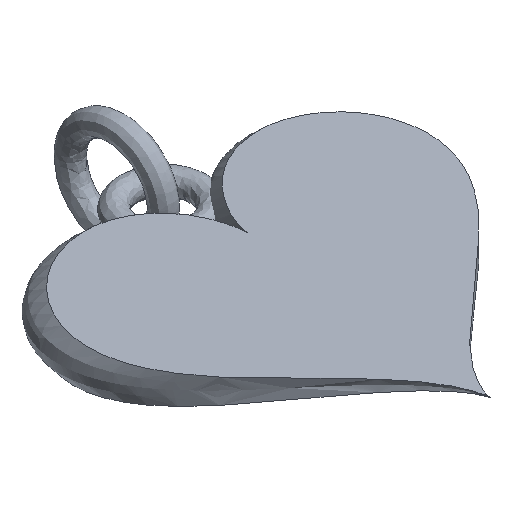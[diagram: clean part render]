
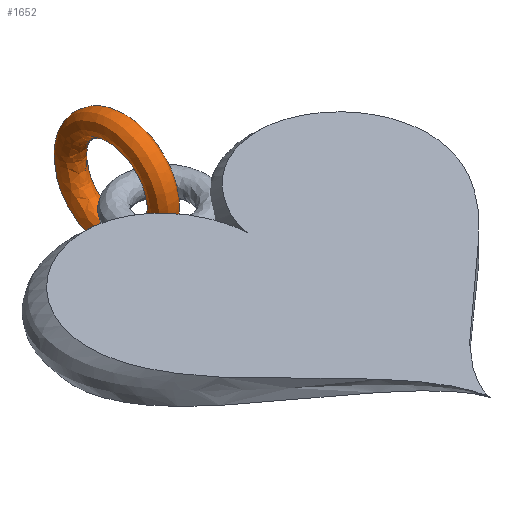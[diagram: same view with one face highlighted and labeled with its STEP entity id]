
A CAD part, isometric view. The second image highlights one B-rep face of the part: STEP entity #1652.
In plain terms, the highlighted free-form (B-spline) face has degree [2, 2] with [7, 7] control points.
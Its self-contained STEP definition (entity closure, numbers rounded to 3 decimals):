
#1652 = ADVANCED_FACE('',(#1653),#1679,.T.);
#1653 = FACE_BOUND('',#1654,.T.);
#1654 = EDGE_LOOP('',(#1655,#1667,#1677,#1678));
#1655 = ORIENTED_EDGE('',*,*,#1656,.T.);
#1656 = EDGE_CURVE('',#1657,#1657,#1659,.T.);
#1657 = VERTEX_POINT('',#1658);
#1658 = CARTESIAN_POINT('',(0.,21.586,
    -7.195));
#1659 = ( BOUNDED_CURVE() B_SPLINE_CURVE(2,(#1660,#1661,#1662,#1663,
#1664,#1665,#1666),.UNSPECIFIED.,.T.,.F.) B_SPLINE_CURVE_WITH_KNOTS((1,2
    ,2,2,2,1),(-2.094,0.,2.094,4.189,
6.283,8.378),.UNSPECIFIED.) CURVE() 
GEOMETRIC_REPRESENTATION_ITEM() RATIONAL_B_SPLINE_CURVE((1.,0.5,1.,0.5,
1.,0.5,1.)) REPRESENTATION_ITEM('') );
#1660 = CARTESIAN_POINT('',(0.,21.586,
    -7.195));
#1661 = CARTESIAN_POINT('',(-2.493,21.586,
    -7.195));
#1662 = CARTESIAN_POINT('',(-1.246,21.586,
    -5.037));
#1663 = CARTESIAN_POINT('',(0.,21.586,
    -2.878));
#1664 = CARTESIAN_POINT('',(1.246,21.586,
    -5.037));
#1665 = CARTESIAN_POINT('',(2.493,21.586,
    -7.195));
#1666 = CARTESIAN_POINT('',(0.,21.586,
    -7.195));
#1667 = ORIENTED_EDGE('',*,*,#1668,.F.);
#1668 = EDGE_CURVE('',#1657,#1657,#1669,.T.);
#1669 = ( BOUNDED_CURVE() B_SPLINE_CURVE(2,(#1670,#1671,#1672,#1673,
#1674,#1675,#1676),.UNSPECIFIED.,.T.,.F.) B_SPLINE_CURVE_WITH_KNOTS((1,2
    ,2,2,2,1),(-2.094,0.,2.094,4.189,
6.283,8.378),.UNSPECIFIED.) CURVE() 
GEOMETRIC_REPRESENTATION_ITEM() RATIONAL_B_SPLINE_CURVE((1.,0.5,1.,0.5,
1.,0.5,1.)) REPRESENTATION_ITEM('') );
#1670 = CARTESIAN_POINT('',(0.,21.586,
    -7.195));
#1671 = CARTESIAN_POINT('',(0.,9.123,
    -7.195));
#1672 = CARTESIAN_POINT('',(0.,15.355,
    3.598));
#1673 = CARTESIAN_POINT('',(0.,21.586,
    14.391));
#1674 = CARTESIAN_POINT('',(0.,27.817,
    3.598));
#1675 = CARTESIAN_POINT('',(0.,34.049,
    -7.195));
#1676 = CARTESIAN_POINT('',(0.,21.586,
    -7.195));
#1677 = ORIENTED_EDGE('',*,*,#1656,.F.);
#1678 = ORIENTED_EDGE('',*,*,#1668,.T.);
#1679 = ( BOUNDED_SURFACE() B_SPLINE_SURFACE(2,2,(
    (#1680,#1681,#1682,#1683,#1684,#1685,#1686)
    ,(#1687,#1688,#1689,#1690,#1691,#1692,#1693)
    ,(#1694,#1695,#1696,#1697,#1698,#1699,#1700)
    ,(#1701,#1702,#1703,#1704,#1705,#1706,#1707)
    ,(#1708,#1709,#1710,#1711,#1712,#1713,#1714)
    ,(#1715,#1716,#1717,#1718,#1719,#1720,#1721)
    ,(#1722,#1723,#1724,#1725,#1726,#1727,#1728
)),.UNSPECIFIED.,.T.,.T.,.F.) B_SPLINE_SURFACE_WITH_KNOTS((1,2,2,2,2,1),
  (1,2,2,2,2,1),(-2.094,0.,2.094,4.189,
    6.283,8.378),(-2.094,0.,2.094,
    4.189,6.283,8.378),.UNSPECIFIED.) 
GEOMETRIC_REPRESENTATION_ITEM() RATIONAL_B_SPLINE_SURFACE((
    (1.,0.5,1.,0.5,1.,0.5,1.)
    ,(0.5,0.25,0.5,0.25,0.5,0.25,0.5)
    ,(1.,0.5,1.,0.5,1.,0.5,1.)
    ,(0.5,0.25,0.5,0.25,0.5,0.25,0.5)
    ,(1.,0.5,1.,0.5,1.,0.5,1.)
    ,(0.5,0.25,0.5,0.25,0.5,0.25,0.5)
,(1.,0.5,1.,0.5,1.,0.5,1.))) REPRESENTATION_ITEM('') SURFACE() );
#1680 = CARTESIAN_POINT('',(0.,21.586,
    -7.195));
#1681 = CARTESIAN_POINT('',(-2.493,21.586,
    -7.195));
#1682 = CARTESIAN_POINT('',(-1.246,21.586,
    -5.037));
#1683 = CARTESIAN_POINT('',(0.,21.586,
    -2.878));
#1684 = CARTESIAN_POINT('',(1.246,21.586,
    -5.037));
#1685 = CARTESIAN_POINT('',(2.493,21.586,
    -7.195));
#1686 = CARTESIAN_POINT('',(0.,21.586,
    -7.195));
#1687 = CARTESIAN_POINT('',(0.,9.123,
    -7.195));
#1688 = CARTESIAN_POINT('',(-2.493,9.123,
    -7.195));
#1689 = CARTESIAN_POINT('',(-1.246,12.862,
    -5.037));
#1690 = CARTESIAN_POINT('',(0.,16.601,
    -2.878));
#1691 = CARTESIAN_POINT('',(1.246,12.862,
    -5.037));
#1692 = CARTESIAN_POINT('',(2.493,9.123,-7.195
    ));
#1693 = CARTESIAN_POINT('',(0.,9.123,
    -7.195));
#1694 = CARTESIAN_POINT('',(0.,15.355,
    3.598));
#1695 = CARTESIAN_POINT('',(-2.493,15.355,
    3.598));
#1696 = CARTESIAN_POINT('',(-1.246,17.224,
    2.518));
#1697 = CARTESIAN_POINT('',(0.,19.093,
    1.439));
#1698 = CARTESIAN_POINT('',(1.246,17.224,2.518
    ));
#1699 = CARTESIAN_POINT('',(2.493,15.355,3.598
    ));
#1700 = CARTESIAN_POINT('',(0.,15.355,
    3.598));
#1701 = CARTESIAN_POINT('',(0.,21.586,
    14.391));
#1702 = CARTESIAN_POINT('',(-2.493,21.586,
    14.391));
#1703 = CARTESIAN_POINT('',(-1.246,21.586,
    10.073));
#1704 = CARTESIAN_POINT('',(0.,21.586,
    5.756));
#1705 = CARTESIAN_POINT('',(1.246,21.586,
    10.073));
#1706 = CARTESIAN_POINT('',(2.493,21.586,
    14.391));
#1707 = CARTESIAN_POINT('',(0.,21.586,
    14.391));
#1708 = CARTESIAN_POINT('',(0.,27.817,
    3.598));
#1709 = CARTESIAN_POINT('',(-2.493,27.817,
    3.598));
#1710 = CARTESIAN_POINT('',(-1.246,25.948,
    2.518));
#1711 = CARTESIAN_POINT('',(0.,24.079,
    1.439));
#1712 = CARTESIAN_POINT('',(1.246,25.948,2.518
    ));
#1713 = CARTESIAN_POINT('',(2.493,27.817,3.598
    ));
#1714 = CARTESIAN_POINT('',(0.,27.817,
    3.598));
#1715 = CARTESIAN_POINT('',(0.,34.049,
    -7.195));
#1716 = CARTESIAN_POINT('',(-2.493,34.049,
    -7.195));
#1717 = CARTESIAN_POINT('',(-1.246,30.31,
    -5.037));
#1718 = CARTESIAN_POINT('',(0.,26.571,
    -2.878));
#1719 = CARTESIAN_POINT('',(1.246,30.31,
    -5.037));
#1720 = CARTESIAN_POINT('',(2.493,34.049,
    -7.195));
#1721 = CARTESIAN_POINT('',(0.,34.049,
    -7.195));
#1722 = CARTESIAN_POINT('',(0.,21.586,
    -7.195));
#1723 = CARTESIAN_POINT('',(-2.493,21.586,
    -7.195));
#1724 = CARTESIAN_POINT('',(-1.246,21.586,
    -5.037));
#1725 = CARTESIAN_POINT('',(0.,21.586,
    -2.878));
#1726 = CARTESIAN_POINT('',(1.246,21.586,
    -5.037));
#1727 = CARTESIAN_POINT('',(2.493,21.586,
    -7.195));
#1728 = CARTESIAN_POINT('',(0.,21.586,
    -7.195));
